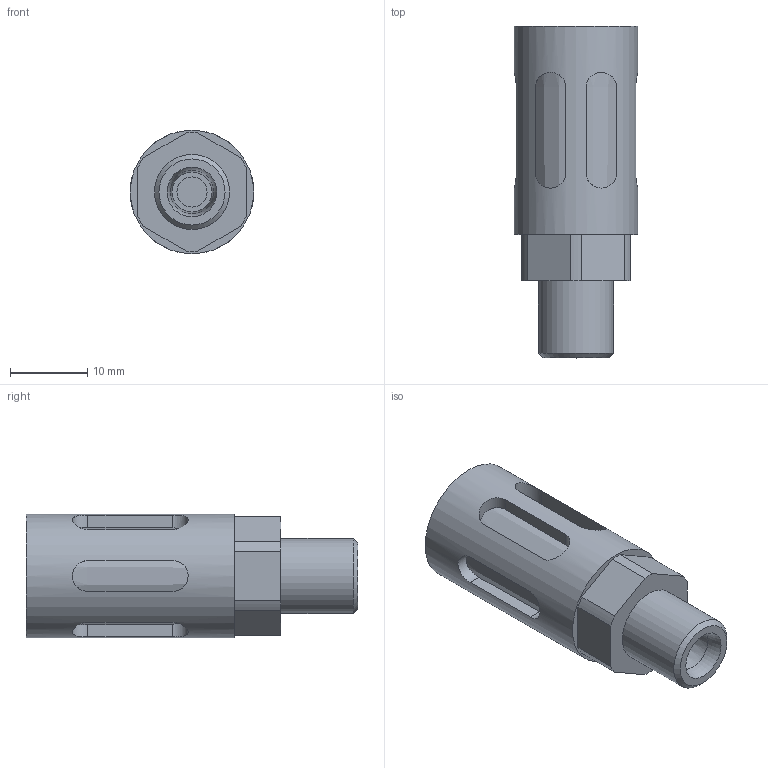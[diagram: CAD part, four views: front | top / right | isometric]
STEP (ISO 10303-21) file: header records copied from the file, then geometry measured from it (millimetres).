
FILE_DESCRIPTION(/* description */ ('STEP AP214'),/* implementation_level */ '2;1');
FILE_NAME(/* name */ '12638_U-1_8-B-NPT',/* time_stamp */ '2024-09-15T15:44:41+02:00',/* author */ ('License CC BY-ND 4.0'),/* organization */ ('CADENAS'),/* preprocessor_version */ 'ST-DEVELOPER v19.3',/* originating_system */ 'PARTsolutions',/* authorisation */ ' ');
FILE_SCHEMA (('AUTOMOTIVE_DESIGN {1 0 10303 214 3 1 1}'));
Length unit declared in the file: millimetre
Products named in the file (1): 12638 U-1/8-B-NPT
Bounding box: 16 x 43 x 16 mm (x, y, z)
Volume: 5134.2 mm3; surface area: 4532.9 mm2
Topology: 1 solids, 1 shells, 64 faces, 162 edges, 106 vertices
Faces by surface type: plane 32, cylinder 21, cone 9, torus 2
Full cylindrical faces by diameter (mm): 3.9 x1, 9.728 x1, 16 x1
Entity records: 2444 total; most frequent: CARTESIAN_POINT 521, ORIENTED_EDGE 290, DIRECTION 270, EDGE_CURVE 145, VERTEX_POINT 103, EDGE_LOOP 96, FACE_BOUND 96, AXIS2_PLACEMENT_3D 96
